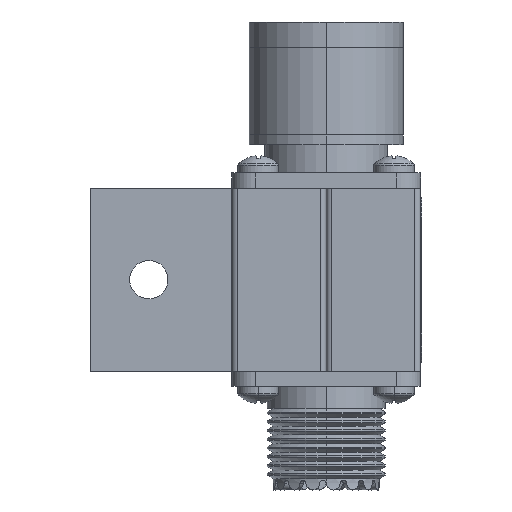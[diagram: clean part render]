
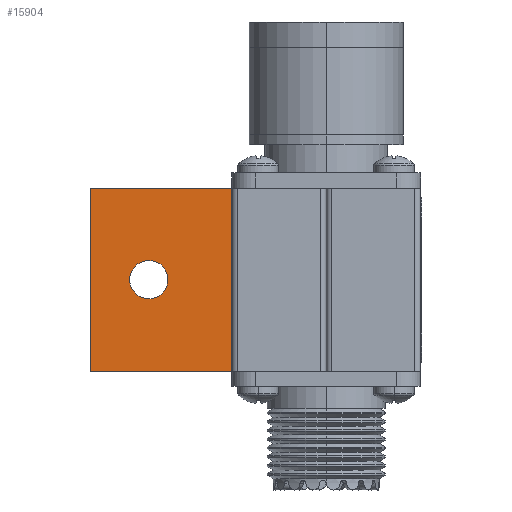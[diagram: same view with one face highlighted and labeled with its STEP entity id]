
A CAD part, left-side view. The second image highlights one B-rep face of the part: STEP entity #15904.
In plain terms, the highlighted face is planar.
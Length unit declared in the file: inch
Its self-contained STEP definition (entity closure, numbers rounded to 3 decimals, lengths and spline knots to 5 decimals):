
#363 = DIRECTION ( 'NONE',  ( 0., 1., 0. ) ) ;
#1640 = CARTESIAN_POINT ( 'NONE',  ( 0.75, 0., -0.485 ) ) ;
#2366 = CARTESIAN_POINT ( 'NONE',  ( 0.44, 0., 0. ) ) ;
#3843 = CARTESIAN_POINT ( 'NONE',  ( 0.75, 0., 0.485 ) ) ;
#6242 = VECTOR ( 'NONE', #8596, 39.37008 ) ;
#6995 = AXIS2_PLACEMENT_3D ( 'NONE', #73873, #80997, #61334 ) ;
#8596 = DIRECTION ( 'NONE',  ( 0., 0., -1. ) ) ;
#10316 = CARTESIAN_POINT ( 'NONE',  ( 0.44, 0., -0.1015 ) ) ;
#10516 = DIRECTION ( 'NONE',  ( 0., 0., -1. ) ) ;
#11022 = VERTEX_POINT ( 'NONE', #30919 ) ;
#12101 = VERTEX_POINT ( 'NONE', #1640 ) ;
#12941 = VECTOR ( 'NONE', #10516, 39.37008 ) ;
#14050 = VECTOR ( 'NONE', #50654, 39.37008 ) ;
#14220 = LINE ( 'NONE', #32190, #51781 ) ;
#15904 = ADVANCED_FACE ( 'NONE', ( #35801, #55429 ), #48329, .F. ) ;
#18379 = CIRCLE ( 'NONE', #25044, 0.1015 ) ;
#21945 = LINE ( 'NONE', #27405, #6242 ) ;
#23469 = LINE ( 'NONE', #3843, #12941 ) ;
#25044 = AXIS2_PLACEMENT_3D ( 'NONE', #2366, #79337, #55288 ) ;
#26058 = EDGE_CURVE ( 'NONE', #40296, #12101, #14220, .T. ) ;
#27405 = CARTESIAN_POINT ( 'NONE',  ( 0., 0., 0.485 ) ) ;
#30919 = CARTESIAN_POINT ( 'NONE',  ( 0.75, 0., 0.485 ) ) ;
#32065 = AXIS2_PLACEMENT_3D ( 'NONE', #32924, #363, #70649 ) ;
#32190 = CARTESIAN_POINT ( 'NONE',  ( 0., 0., -0.485 ) ) ;
#32924 = CARTESIAN_POINT ( 'NONE',  ( 0.44, 0., 0. ) ) ;
#33029 = DIRECTION ( 'NONE',  ( 1., 0., 0. ) ) ;
#33645 = VERTEX_POINT ( 'NONE', #53040 ) ;
#35706 = EDGE_CURVE ( 'NONE', #67461, #33645, #18379, .T. ) ;
#35801 = FACE_BOUND ( 'NONE', #58056, .T. ) ;
#36644 = ORIENTED_EDGE ( 'NONE', *, *, #67284, .T. ) ;
#38303 = CARTESIAN_POINT ( 'NONE',  ( 0., 0., 0.485 ) ) ;
#40296 = VERTEX_POINT ( 'NONE', #60793 ) ;
#47401 = ORIENTED_EDGE ( 'NONE', *, *, #55317, .F. ) ;
#48329 = PLANE ( 'NONE',  #6995 ) ;
#50654 = DIRECTION ( 'NONE',  ( 1., 0., 0. ) ) ;
#51781 = VECTOR ( 'NONE', #33029, 39.37008 ) ;
#53040 = CARTESIAN_POINT ( 'NONE',  ( 0.44, 0., 0.1015 ) ) ;
#53450 = CIRCLE ( 'NONE', #32065, 0.1015 ) ;
#55288 = DIRECTION ( 'NONE',  ( 0., 0., 1. ) ) ;
#55317 = EDGE_CURVE ( 'NONE', #72352, #11022, #56519, .T. ) ;
#55429 = FACE_OUTER_BOUND ( 'NONE', #55550, .T. ) ;
#55550 = EDGE_LOOP ( 'NONE', ( #73552, #62902, #47401, #67272 ) ) ;
#56380 = EDGE_CURVE ( 'NONE', #72352, #40296, #21945, .T. ) ;
#56519 = LINE ( 'NONE', #63240, #14050 ) ;
#58056 = EDGE_LOOP ( 'NONE', ( #36644, #63595 ) ) ;
#60793 = CARTESIAN_POINT ( 'NONE',  ( 0., 0., -0.485 ) ) ;
#61334 = DIRECTION ( 'NONE',  ( 0., 0., 1. ) ) ;
#62902 = ORIENTED_EDGE ( 'NONE', *, *, #72838, .F. ) ;
#63240 = CARTESIAN_POINT ( 'NONE',  ( 0., 0., 0.485 ) ) ;
#63595 = ORIENTED_EDGE ( 'NONE', *, *, #35706, .T. ) ;
#67272 = ORIENTED_EDGE ( 'NONE', *, *, #56380, .T. ) ;
#67284 = EDGE_CURVE ( 'NONE', #33645, #67461, #53450, .T. ) ;
#67461 = VERTEX_POINT ( 'NONE', #10316 ) ;
#70649 = DIRECTION ( 'NONE',  ( 0., 0., 1. ) ) ;
#72352 = VERTEX_POINT ( 'NONE', #38303 ) ;
#72838 = EDGE_CURVE ( 'NONE', #11022, #12101, #23469, .T. ) ;
#73552 = ORIENTED_EDGE ( 'NONE', *, *, #26058, .T. ) ;
#73873 = CARTESIAN_POINT ( 'NONE',  ( 0., 0., 0.485 ) ) ;
#79337 = DIRECTION ( 'NONE',  ( 0., 1., 0. ) ) ;
#80997 = DIRECTION ( 'NONE',  ( 0., 1., 0. ) ) ;
